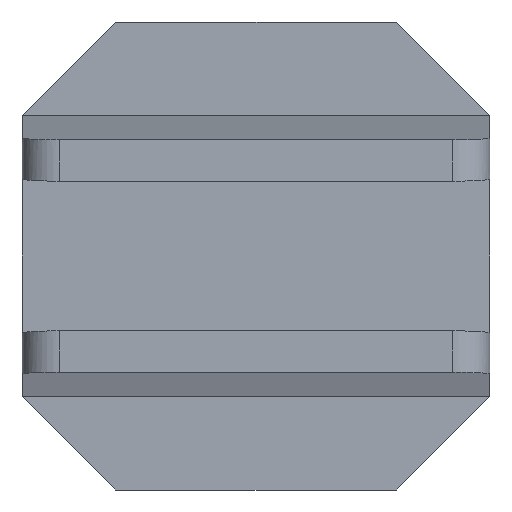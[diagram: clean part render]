
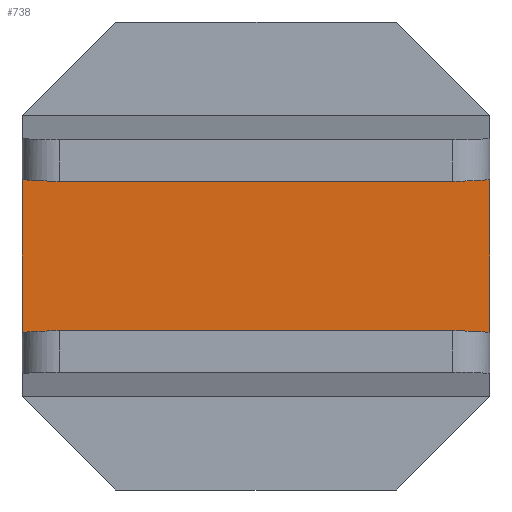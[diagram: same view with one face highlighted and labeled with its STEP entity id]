
A CAD part, front view. The second image highlights one B-rep face of the part: STEP entity #738.
In plain terms, the highlighted planar face has unit normal (0, -1, 0).
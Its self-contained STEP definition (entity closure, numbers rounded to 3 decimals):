
#3 = DIRECTION ( 'NONE',  ( 0., 0., -1. ) ) ;
#21 = VERTEX_POINT ( 'NONE', #788 ) ;
#26 = ORIENTED_EDGE ( 'NONE', *, *, #231, .F. ) ;
#30 = VERTEX_POINT ( 'NONE', #953 ) ;
#95 = DIRECTION ( 'NONE',  ( 0., 0., -1. ) ) ;
#129 = EDGE_CURVE ( 'NONE', #545, #21, #254, .T. ) ;
#134 = VECTOR ( 'NONE', #828, 1000. ) ;
#200 = CARTESIAN_POINT ( 'NONE',  ( 12.5, -1.25, -5.296 ) ) ;
#231 = EDGE_CURVE ( 'NONE', #30, #760, #329, .T. ) ;
#254 = LINE ( 'NONE', #917, #1009 ) ;
#298 = LINE ( 'NONE', #632, #492 ) ;
#329 = LINE ( 'NONE', #656, #384 ) ;
#383 = ORIENTED_EDGE ( 'NONE', *, *, #129, .T. ) ;
#384 = VECTOR ( 'NONE', #3, 1000. ) ;
#409 = PLANE ( 'NONE',  #732 ) ;
#414 = CARTESIAN_POINT ( 'NONE',  ( 12.5, -1.25, -5.296 ) ) ;
#479 = EDGE_CURVE ( 'NONE', #30, #545, #298, .T. ) ;
#492 = VECTOR ( 'NONE', #640, 1000. ) ;
#494 = LINE ( 'NONE', #414, #134 ) ;
#527 = DIRECTION ( 'NONE',  ( 0., 0., 1. ) ) ;
#545 = VERTEX_POINT ( 'NONE', #557 ) ;
#557 = CARTESIAN_POINT ( 'NONE',  ( -12.5, -1.25, 5.296 ) ) ;
#579 = DIRECTION ( 'NONE',  ( 0., 1., 0. ) ) ;
#586 = ORIENTED_EDGE ( 'NONE', *, *, #479, .T. ) ;
#632 = CARTESIAN_POINT ( 'NONE',  ( 12.5, -1.25, 5.296 ) ) ;
#640 = DIRECTION ( 'NONE',  ( -1., 0., 0. ) ) ;
#656 = CARTESIAN_POINT ( 'NONE',  ( 12.5, -1.25, -5.296 ) ) ;
#685 = EDGE_LOOP ( 'NONE', ( #383, #694, #26, #586 ) ) ;
#694 = ORIENTED_EDGE ( 'NONE', *, *, #697, .F. ) ;
#697 = EDGE_CURVE ( 'NONE', #760, #21, #494, .T. ) ;
#732 = AXIS2_PLACEMENT_3D ( 'NONE', #987, #579, #527 ) ;
#738 = ADVANCED_FACE ( 'NONE', ( #810 ), #409, .F. ) ;
#760 = VERTEX_POINT ( 'NONE', #200 ) ;
#788 = CARTESIAN_POINT ( 'NONE',  ( -12.5, -1.25, -5.296 ) ) ;
#810 = FACE_OUTER_BOUND ( 'NONE', #685, .T. ) ;
#828 = DIRECTION ( 'NONE',  ( -1., 0., 0. ) ) ;
#917 = CARTESIAN_POINT ( 'NONE',  ( -12.5, -1.25, -5.296 ) ) ;
#953 = CARTESIAN_POINT ( 'NONE',  ( 12.5, -1.25, 5.296 ) ) ;
#987 = CARTESIAN_POINT ( 'NONE',  ( 12.5, -1.25, -5.296 ) ) ;
#1009 = VECTOR ( 'NONE', #95, 1000. ) ;
